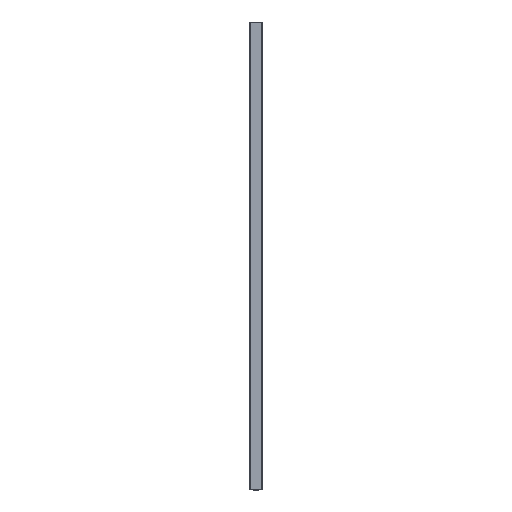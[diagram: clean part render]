
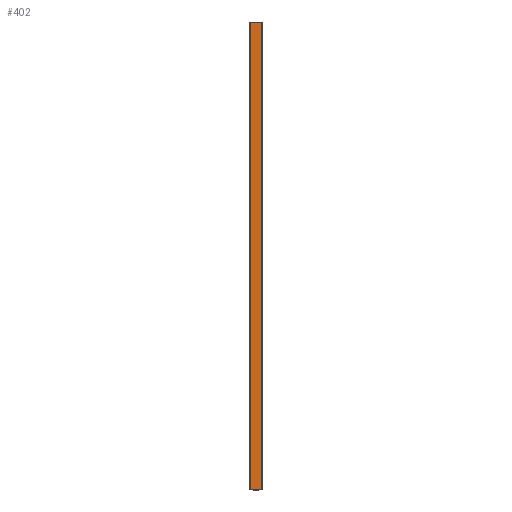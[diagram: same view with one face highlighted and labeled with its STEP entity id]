
A CAD part, top view. The second image highlights one B-rep face of the part: STEP entity #402.
In plain terms, the highlighted planar face has unit normal (0, 0, 1).
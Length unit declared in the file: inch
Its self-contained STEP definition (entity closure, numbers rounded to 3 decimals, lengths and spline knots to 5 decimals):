
#8 = EDGE_LOOP ( 'NONE', ( #854, #770, #634, #470 ) ) ;
#222 = FACE_OUTER_BOUND ( 'NONE', #8, .T. ) ;
#252 = AXIS2_PLACEMENT_3D ( 'NONE', #3721, #1393, #1460 ) ;
#402 = ADVANCED_FACE ( 'NONE', ( #222 ), #1702, .F. ) ;
#441 = LINE ( 'NONE', #1771, #1822 ) ;
#470 = ORIENTED_EDGE ( 'NONE', *, *, #1997, .T. ) ;
#598 = DIRECTION ( 'NONE',  ( 1., 0., 0. ) ) ;
#634 = ORIENTED_EDGE ( 'NONE', *, *, #965, .F. ) ;
#752 = VECTOR ( 'NONE', #2132, 39.37008 ) ;
#770 = ORIENTED_EDGE ( 'NONE', *, *, #1475, .F. ) ;
#846 = LINE ( 'NONE', #1189, #752 ) ;
#854 = ORIENTED_EDGE ( 'NONE', *, *, #3589, .T. ) ;
#965 = EDGE_CURVE ( 'NONE', #976, #1983, #3030, .T. ) ;
#976 = VERTEX_POINT ( 'NONE', #1990 ) ;
#1056 = CARTESIAN_POINT ( 'NONE',  ( -0.93, 0., 0. ) ) ;
#1189 = CARTESIAN_POINT ( 'NONE',  ( -0.07, 36., 0. ) ) ;
#1393 = DIRECTION ( 'NONE',  ( 0., 0., -1. ) ) ;
#1460 = DIRECTION ( 'NONE',  ( -1., 0., 0. ) ) ;
#1475 = EDGE_CURVE ( 'NONE', #1983, #3522, #846, .T. ) ;
#1702 = PLANE ( 'NONE',  #252 ) ;
#1771 = CARTESIAN_POINT ( 'NONE',  ( -0.93, 0., 0. ) ) ;
#1822 = VECTOR ( 'NONE', #598, 39.37008 ) ;
#1881 = CARTESIAN_POINT ( 'NONE',  ( -0.93, 36., 0. ) ) ;
#1983 = VERTEX_POINT ( 'NONE', #2276 ) ;
#1990 = CARTESIAN_POINT ( 'NONE',  ( -0.93, 36., 0. ) ) ;
#1997 = EDGE_CURVE ( 'NONE', #976, #2618, #2925, .T. ) ;
#2035 = CARTESIAN_POINT ( 'NONE',  ( -0.93, 36., 0. ) ) ;
#2041 = CARTESIAN_POINT ( 'NONE',  ( -0.07, 0., 0. ) ) ;
#2043 = DIRECTION ( 'NONE',  ( 1., 0., 0. ) ) ;
#2132 = DIRECTION ( 'NONE',  ( 0., -1., 0. ) ) ;
#2164 = VECTOR ( 'NONE', #2769, 39.37008 ) ;
#2268 = VECTOR ( 'NONE', #2043, 39.37008 ) ;
#2276 = CARTESIAN_POINT ( 'NONE',  ( -0.07, 36., 0. ) ) ;
#2618 = VERTEX_POINT ( 'NONE', #1056 ) ;
#2769 = DIRECTION ( 'NONE',  ( 0., -1., 0. ) ) ;
#2925 = LINE ( 'NONE', #1881, #2164 ) ;
#3030 = LINE ( 'NONE', #2035, #2268 ) ;
#3522 = VERTEX_POINT ( 'NONE', #2041 ) ;
#3589 = EDGE_CURVE ( 'NONE', #2618, #3522, #441, .T. ) ;
#3721 = CARTESIAN_POINT ( 'NONE',  ( -0.93, 36., 0. ) ) ;
